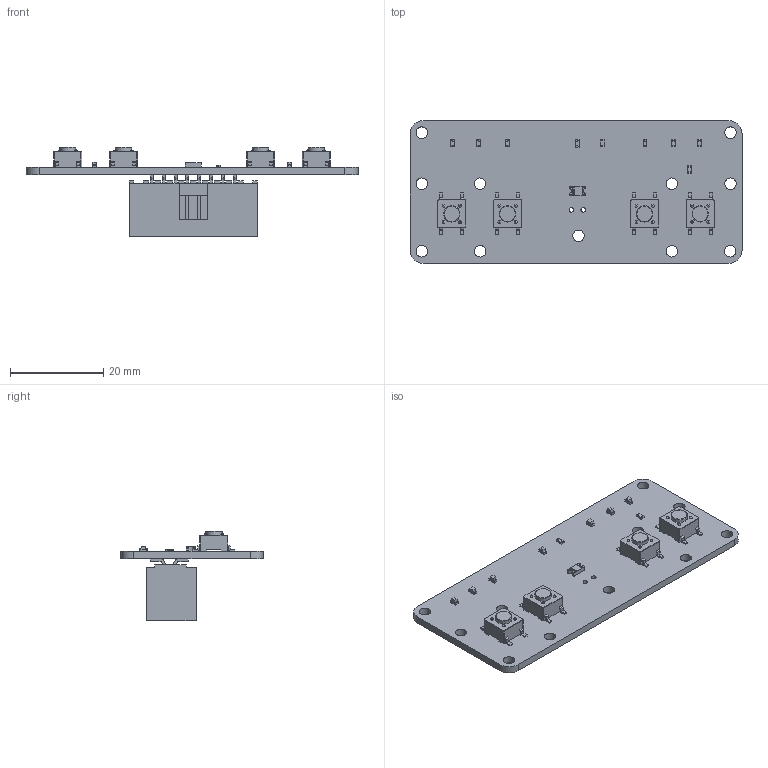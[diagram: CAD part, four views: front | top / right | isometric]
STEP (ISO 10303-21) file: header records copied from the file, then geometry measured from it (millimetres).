
FILE_DESCRIPTION(('KiCad electronic assembly'),'2;1');
FILE_NAME('2A-mill-vent_FP.step','2020-07-04T11:07:31',('An Author'),( 'A Company'),'Open CASCADE STEP processor 6.9', 'KiCad to STEP converter','Unknown');
FILE_SCHEMA(('AUTOMOTIVE_DESIGN { 1 0 10303 214 1 1 1 1 }'));
Length unit declared in the file: millimetre
Products named in the file (12): Open CASCADE STEP translator 6.9 1; SW_SPST_PTS645; SOLID; 713491006; COMPOUND; D_1206_3216Metric; LED_0603_1608Metric; R_0603_1608Metric
Assembly tree (21 placements, depth 3):
  Open CASCADE STEP translator 6.9 1
    SW_SPST_PTS645  x4
      SOLID
    713491006
      COMPOUND
    D_1206_3216Metric
      SOLID
    LED_0603_1608Metric  x7
      SOLID
    R_0603_1608Metric  x2
      SOLID
    COMPOUND
Bounding box: 71.06 x 30.48 x 19.21 mm (x, y, z)
Volume: 5521.9 mm3; surface area: 8118.6 mm2
Topology: 16 solids, 16 shells, 1163 faces, 3085 edges, 2102 vertices
Faces by surface type: plane 892, cylinder 251, revolution 16, cone 4
Full cylindrical faces by diameter (mm): 0.6 x16, 1 x2, 2.461 x11, 3.5 x4
Entity records: 37982 total; most frequent: CARTESIAN_POINT 6953, DIRECTION 5557, LINE 3887, VECTOR 3887, ORIENTED_EDGE 2840, PCURVE 2840, DEFINITIONAL_REPRESENTATION 2840, EDGE_CURVE 1420
